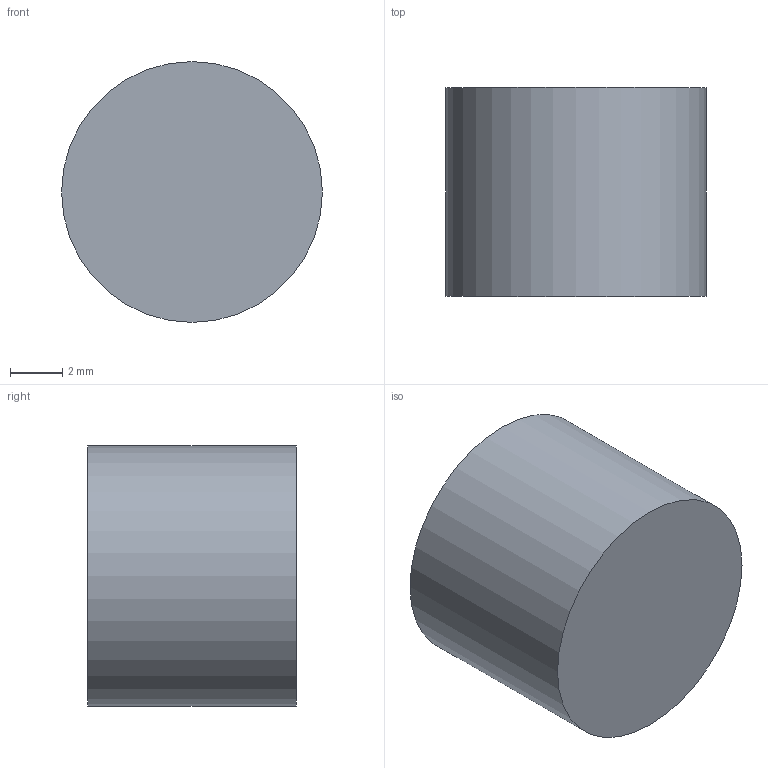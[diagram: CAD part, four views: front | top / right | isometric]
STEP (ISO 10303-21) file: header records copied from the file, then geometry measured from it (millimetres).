
FILE_DESCRIPTION(('Open CASCADE Model'),'2;1');
FILE_NAME('Open CASCADE Shape Model','2022-03-03T14:55:39',('Author'),( 'Open CASCADE'),'Open CASCADE STEP processor 7.4','Open CASCADE 7.4' ,'Unknown');
FILE_SCHEMA(('AUTOMOTIVE_DESIGN { 1 0 10303 214 1 1 1 1 }'));
Length unit declared in the file: millimetre
Products named in the file (5): CQ_assembly; extrudecircleshape; extrudecircleshape_part; fd7dce44-9b01-11ec-bbf0-ccd9acd5b727; fd7dce44-9b01-11ec-bbf0-ccd9acd5b727_part
Assembly tree (4 placements, depth 4):
  CQ_assembly
    extrudecircleshape
      extrudecircleshape_part
      fd7dce44-9b01-11ec-bbf0-ccd9acd5b727
        fd7dce44-9b01-11ec-bbf0-ccd9acd5b727_part
Bounding box: 10 x 8 x 10 mm (x, y, z)
Volume: 628.3 mm3; surface area: 408.4 mm2
Topology: 1 solids, 1 shells, 3 faces, 3 edges, 2 vertices
Faces by surface type: plane 2, cylinder 1
Full cylindrical faces by diameter (mm): 10 x1
Entity records: 189 total; most frequent: DIRECTION 27, CARTESIAN_POINT 19, AXIS2_PLACEMENT_3D 10, PRODUCT_DEFINITION_SHAPE 9, ORIENTED_EDGE 6, PCURVE 6, DEFINITIONAL_REPRESENTATION 6, SHAPE_DEFINITION_REPRESENTATION 5
